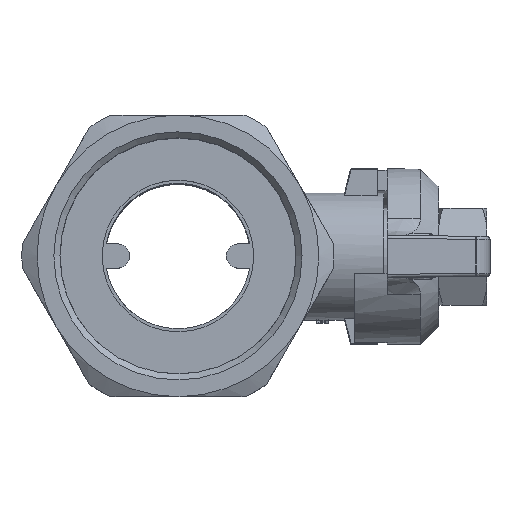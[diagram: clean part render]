
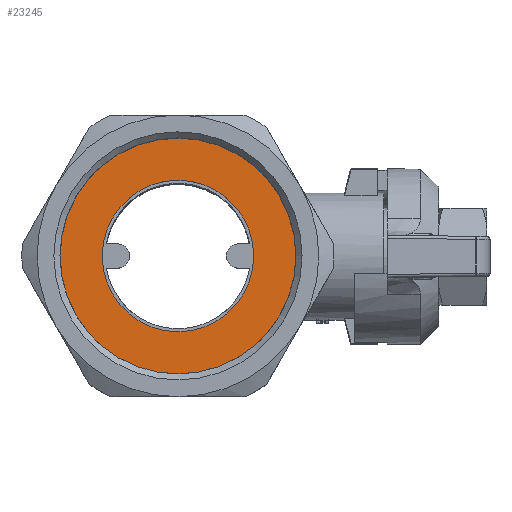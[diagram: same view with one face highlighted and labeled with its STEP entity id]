
A CAD part, top view. The second image highlights one B-rep face of the part: STEP entity #23245.
In plain terms, the highlighted face is planar.
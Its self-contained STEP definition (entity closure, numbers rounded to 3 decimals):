
#11689=ORIENTED_EDGE('',*,*,#15179,.T.);
#11690=ORIENTED_EDGE('',*,*,#15181,.F.);
#15179=EDGE_CURVE('',#17538,#17538,#17990,.T.);
#15181=EDGE_CURVE('',#17540,#17540,#17992,.T.);
#17538=VERTEX_POINT('',#56375);
#17540=VERTEX_POINT('',#56380);
#17990=CIRCLE('',#34219,12.5);
#17992=CIRCLE('',#34222,19.45);
#19445=EDGE_LOOP('',(#11689));
#19446=EDGE_LOOP('',(#11690));
#20901=FACE_BOUND('',#19445,.T.);
#20902=FACE_BOUND('',#19446,.T.);
#21948=PLANE('',#34224);
#23245=ADVANCED_FACE('',(#20901,#20902),#21948,.F.);
#34219=AXIS2_PLACEMENT_3D('',#56374,#42040,#42041);
#34222=AXIS2_PLACEMENT_3D('',#56379,#42046,#42047);
#34224=AXIS2_PLACEMENT_3D('',#56382,#42050,#42051);
#42040=DIRECTION('',(0.,1.,0.));
#42041=DIRECTION('',(1.,0.,0.));
#42046=DIRECTION('',(0.,1.,0.));
#42047=DIRECTION('',(1.,0.,0.));
#42050=DIRECTION('',(0.,1.,0.));
#42051=DIRECTION('',(0.,0.,1.));
#56374=CARTESIAN_POINT('',(0.,0.,0.));
#56375=CARTESIAN_POINT('',(12.5,0.,0.));
#56379=CARTESIAN_POINT('',(0.,0.,0.));
#56380=CARTESIAN_POINT('',(19.45,0.,0.));
#56382=CARTESIAN_POINT('',(0.,0.,0.));
